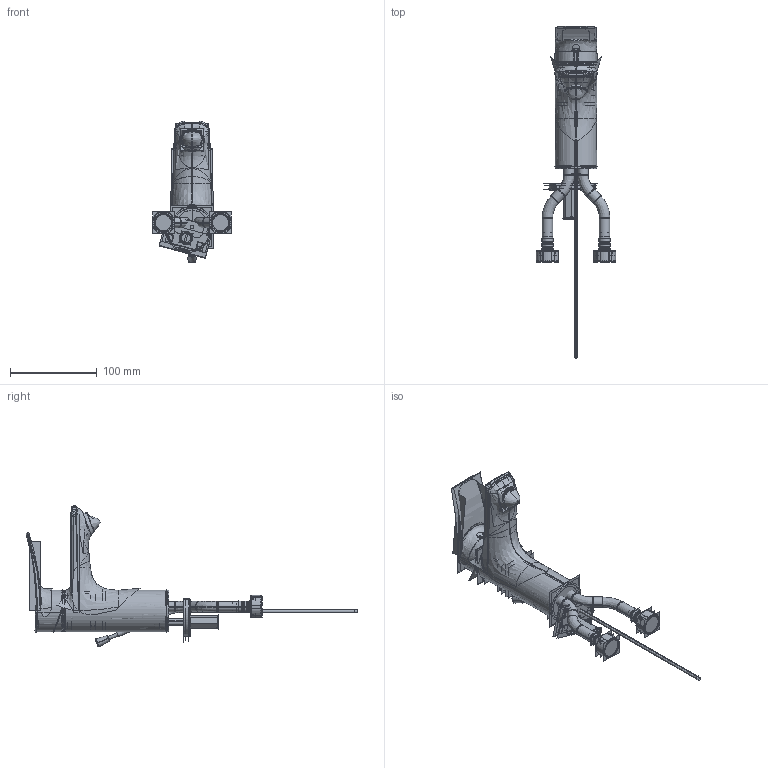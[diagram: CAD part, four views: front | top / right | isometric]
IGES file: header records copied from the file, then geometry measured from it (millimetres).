
Start section:  PTC IGES file: FFAS0901-102501BF0.igs
Global section: file name: FFAS0901-102501BF0.igs; native system: Creo Parametric by PTC Inc.; preprocessor: 2015200; author: 10114211; organization: Unknown; date: 20180814.092738; units: millimetre
Bounding box: 92.07 x 383.33 x 163.72 mm (x, y, z)
Volume: 343734.9 mm3; surface area: 2549189.6 mm2
Topology: 38 solids, 66 shells, 3732 faces, 22122 edges, 30173 vertices
Faces by surface type: revolution 2192, bspline 1540
